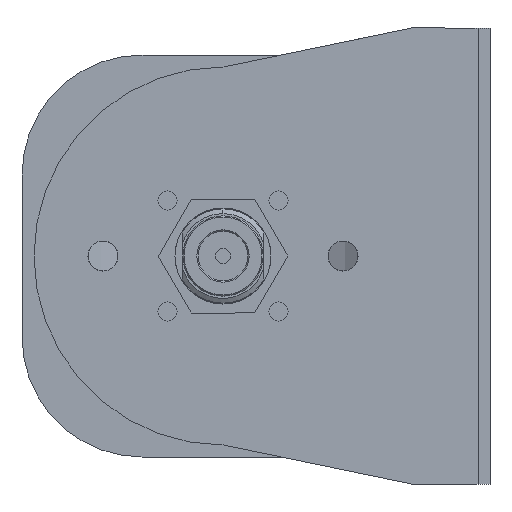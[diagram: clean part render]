
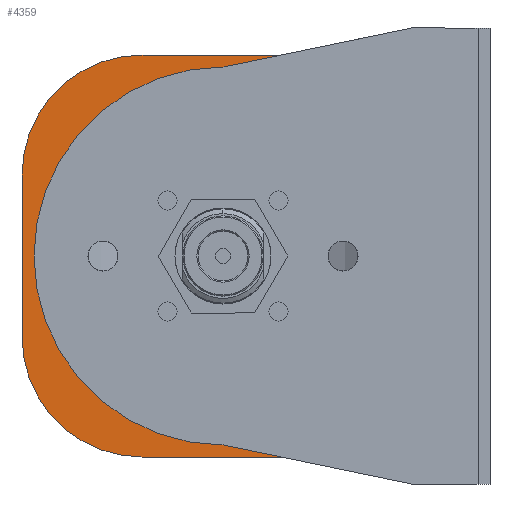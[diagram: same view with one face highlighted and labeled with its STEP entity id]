
A CAD part, front view. The second image highlights one B-rep face of the part: STEP entity #4359.
In plain terms, the highlighted planar face has unit normal (0, -1, 0).
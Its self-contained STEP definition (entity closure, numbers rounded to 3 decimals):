
#41 = CARTESIAN_POINT ( 'NONE',  ( -13.5, 0., -13.5 ) ) ;
#237 = LINE ( 'NONE', #1580, #3239 ) ;
#308 = AXIS2_PLACEMENT_3D ( 'NONE', #41, #2698, #4466 ) ;
#329 = VECTOR ( 'NONE', #4072, 1000. ) ;
#392 = VERTEX_POINT ( 'NONE', #1080 ) ;
#575 = VERTEX_POINT ( 'NONE', #2454 ) ;
#734 = VECTOR ( 'NONE', #969, 1000. ) ;
#836 = ORIENTED_EDGE ( 'NONE', *, *, #2365, .F. ) ;
#901 = EDGE_CURVE ( 'NONE', #575, #1131, #5415, .T. ) ;
#969 = DIRECTION ( 'NONE',  ( 0.979, 0., -0.202 ) ) ;
#1080 = CARTESIAN_POINT ( 'NONE',  ( 0., 0., 31.5 ) ) ;
#1114 = PLANE ( 'NONE',  #1736 ) ;
#1131 = VERTEX_POINT ( 'NONE', #3870 ) ;
#1174 = ORIENTED_EDGE ( 'NONE', *, *, #5767, .F. ) ;
#1412 = CARTESIAN_POINT ( 'NONE',  ( 0., 0., 0. ) ) ;
#1445 = CARTESIAN_POINT ( 'NONE',  ( -13.5, 0., 13.5 ) ) ;
#1446 = CIRCLE ( 'NONE', #4357, 31.5 ) ;
#1580 = CARTESIAN_POINT ( 'NONE',  ( 13.5, 0., -33.5 ) ) ;
#1606 = DIRECTION ( 'NONE',  ( -1., 0., 0. ) ) ;
#1607 = ORIENTED_EDGE ( 'NONE', *, *, #5688, .F. ) ;
#1689 = ORIENTED_EDGE ( 'NONE', *, *, #5181, .F. ) ;
#1736 = AXIS2_PLACEMENT_3D ( 'NONE', #2051, #5592, #2939 ) ;
#1786 = CARTESIAN_POINT ( 'NONE',  ( 0., 0., -31.5 ) ) ;
#1798 = CARTESIAN_POINT ( 'NONE',  ( -13.5, 0., 33.5 ) ) ;
#2051 = CARTESIAN_POINT ( 'NONE',  ( 0., 0., 0. ) ) ;
#2149 = CARTESIAN_POINT ( 'NONE',  ( -13.5, 0., 33.5 ) ) ;
#2365 = EDGE_CURVE ( 'NONE', #2942, #3597, #2562, .T. ) ;
#2454 = CARTESIAN_POINT ( 'NONE',  ( 0., 0., -31.5 ) ) ;
#2562 = LINE ( 'NONE', #2149, #4610 ) ;
#2698 = DIRECTION ( 'NONE',  ( 0., 1., 0. ) ) ;
#2736 = LINE ( 'NONE', #5469, #329 ) ;
#2812 = CARTESIAN_POINT ( 'NONE',  ( -33.5, 0., -13.5 ) ) ;
#2839 = EDGE_CURVE ( 'NONE', #4498, #2942, #4709, .T. ) ;
#2853 = FACE_OUTER_BOUND ( 'NONE', #5506, .T. ) ;
#2858 = EDGE_CURVE ( 'NONE', #4727, #3405, #3412, .T. ) ;
#2879 = DIRECTION ( 'NONE',  ( 0., 0., 1. ) ) ;
#2939 = DIRECTION ( 'NONE',  ( 0., 0., 1. ) ) ;
#2942 = VERTEX_POINT ( 'NONE', #1798 ) ;
#3184 = DIRECTION ( 'NONE',  ( 0., 0., 1. ) ) ;
#3239 = VECTOR ( 'NONE', #1606, 1000. ) ;
#3243 = VECTOR ( 'NONE', #2879, 1000. ) ;
#3253 = ORIENTED_EDGE ( 'NONE', *, *, #901, .F. ) ;
#3308 = CARTESIAN_POINT ( 'NONE',  ( -33.5, 0., -13.5 ) ) ;
#3348 = LINE ( 'NONE', #3308, #3243 ) ;
#3405 = VERTEX_POINT ( 'NONE', #2812 ) ;
#3412 = CIRCLE ( 'NONE', #308, 20. ) ;
#3580 = ORIENTED_EDGE ( 'NONE', *, *, #4296, .F. ) ;
#3597 = VERTEX_POINT ( 'NONE', #4863 ) ;
#3716 = DIRECTION ( 'NONE',  ( 0., -1., 0. ) ) ;
#3870 = CARTESIAN_POINT ( 'NONE',  ( 9.692, 0., -33.5 ) ) ;
#4072 = DIRECTION ( 'NONE',  ( -0.979, 0., -0.202 ) ) ;
#4296 = EDGE_CURVE ( 'NONE', #3597, #392, #2736, .T. ) ;
#4357 = AXIS2_PLACEMENT_3D ( 'NONE', #1412, #3716, #4469 ) ;
#4359 = ADVANCED_FACE ( 'NONE', ( #2853 ), #1114, .F. ) ;
#4466 = DIRECTION ( 'NONE',  ( 0., 0., 1. ) ) ;
#4469 = DIRECTION ( 'NONE',  ( 0., 0., 1. ) ) ;
#4487 = CARTESIAN_POINT ( 'NONE',  ( -33.5, 0., 13.5 ) ) ;
#4498 = VERTEX_POINT ( 'NONE', #4487 ) ;
#4610 = VECTOR ( 'NONE', #5712, 1000. ) ;
#4709 = CIRCLE ( 'NONE', #4802, 20. ) ;
#4727 = VERTEX_POINT ( 'NONE', #4806 ) ;
#4802 = AXIS2_PLACEMENT_3D ( 'NONE', #1445, #4868, #3184 ) ;
#4806 = CARTESIAN_POINT ( 'NONE',  ( -13.5, 0., -33.5 ) ) ;
#4863 = CARTESIAN_POINT ( 'NONE',  ( 9.692, 0., 33.5 ) ) ;
#4868 = DIRECTION ( 'NONE',  ( 0., 1., 0. ) ) ;
#5168 = ORIENTED_EDGE ( 'NONE', *, *, #2858, .F. ) ;
#5181 = EDGE_CURVE ( 'NONE', #1131, #4727, #237, .T. ) ;
#5415 = LINE ( 'NONE', #1786, #734 ) ;
#5469 = CARTESIAN_POINT ( 'NONE',  ( 9.692, 0., 33.5 ) ) ;
#5506 = EDGE_LOOP ( 'NONE', ( #3253, #1607, #3580, #836, #5716, #1174, #5168, #1689 ) ) ;
#5592 = DIRECTION ( 'NONE',  ( 0., 1., 0. ) ) ;
#5688 = EDGE_CURVE ( 'NONE', #392, #575, #1446, .T. ) ;
#5712 = DIRECTION ( 'NONE',  ( 1., 0., 0. ) ) ;
#5716 = ORIENTED_EDGE ( 'NONE', *, *, #2839, .F. ) ;
#5767 = EDGE_CURVE ( 'NONE', #3405, #4498, #3348, .T. ) ;
